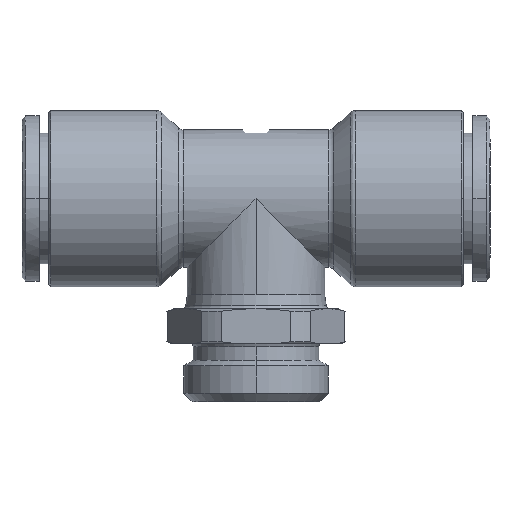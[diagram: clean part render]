
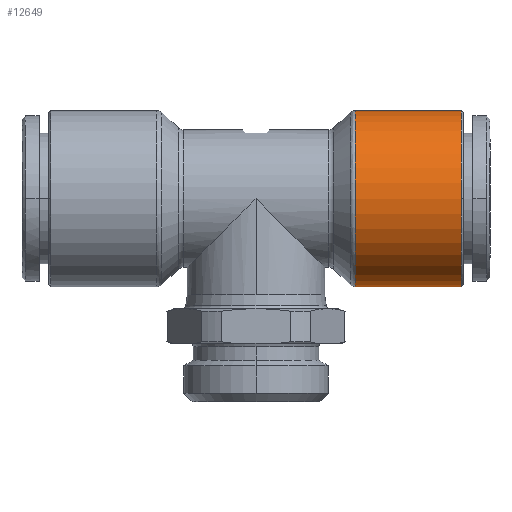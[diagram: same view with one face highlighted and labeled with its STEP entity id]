
A CAD part, front view. The second image highlights one B-rep face of the part: STEP entity #12649.
In plain terms, the highlighted cylindrical face has radius 12.8 mm (diameter 25.6 mm), a partial arc.
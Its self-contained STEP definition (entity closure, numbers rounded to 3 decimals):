
#280 = LINE ( 'NONE', #11696, #14269 ) ;
#711 = EDGE_LOOP ( 'NONE', ( #12605, #2681, #11213, #10815, #7730 ) ) ;
#1968 = DIRECTION ( 'NONE',  ( 0., 0., -1. ) ) ;
#2568 = VERTEX_POINT ( 'NONE', #5681 ) ;
#2681 = ORIENTED_EDGE ( 'NONE', *, *, #18522, .T. ) ;
#3089 = EDGE_CURVE ( 'NONE', #15711, #13622, #280, .T. ) ;
#3105 = CARTESIAN_POINT ( 'NONE',  ( 14.894, 0., -12.8 ) ) ;
#3281 = CARTESIAN_POINT ( 'NONE',  ( 14.894, 0., 0. ) ) ;
#3349 = DIRECTION ( 'NONE',  ( 1., 0., 0. ) ) ;
#3698 = CARTESIAN_POINT ( 'NONE',  ( 30.3, 0., 0. ) ) ;
#4492 = CARTESIAN_POINT ( 'NONE',  ( 21.5, 0., 12.8 ) ) ;
#4682 = CARTESIAN_POINT ( 'NONE',  ( 30.3, 0., 12.8 ) ) ;
#5044 = DIRECTION ( 'NONE',  ( 1., 0., 0. ) ) ;
#5079 = FACE_OUTER_BOUND ( 'NONE', #711, .T. ) ;
#5681 = CARTESIAN_POINT ( 'NONE',  ( 14.894, 0., 12.8 ) ) ;
#5935 = AXIS2_PLACEMENT_3D ( 'NONE', #3281, #3349, #1968 ) ;
#6240 = EDGE_CURVE ( 'NONE', #13006, #8897, #9803, .T. ) ;
#6612 = DIRECTION ( 'NONE',  ( 1., 0., 0. ) ) ;
#7602 = CARTESIAN_POINT ( 'NONE',  ( 30.3, 0., 0. ) ) ;
#7730 = ORIENTED_EDGE ( 'NONE', *, *, #6240, .F. ) ;
#8266 = EDGE_CURVE ( 'NONE', #2568, #13006, #11597, .T. ) ;
#8827 = CIRCLE ( 'NONE', #11951, 12.8 ) ;
#8897 = VERTEX_POINT ( 'NONE', #11992 ) ;
#9803 = CIRCLE ( 'NONE', #19045, 12.8 ) ;
#10815 = ORIENTED_EDGE ( 'NONE', *, *, #11037, .F. ) ;
#10927 = CYLINDRICAL_SURFACE ( 'NONE', #11579, 12.8 ) ;
#11037 = EDGE_CURVE ( 'NONE', #8897, #13622, #8827, .T. ) ;
#11213 = ORIENTED_EDGE ( 'NONE', *, *, #3089, .T. ) ;
#11256 = CARTESIAN_POINT ( 'NONE',  ( 30.3, 0., -12.8 ) ) ;
#11496 = DIRECTION ( 'NONE',  ( 1., 0., 0. ) ) ;
#11579 = AXIS2_PLACEMENT_3D ( 'NONE', #19033, #5044, #13483 ) ;
#11597 = LINE ( 'NONE', #4492, #16744 ) ;
#11696 = CARTESIAN_POINT ( 'NONE',  ( 21.5, 0., -12.8 ) ) ;
#11951 = AXIS2_PLACEMENT_3D ( 'NONE', #7602, #20126, #20194 ) ;
#11992 = CARTESIAN_POINT ( 'NONE',  ( 30.3, -12.8, 0. ) ) ;
#12212 = CIRCLE ( 'NONE', #5935, 12.8 ) ;
#12605 = ORIENTED_EDGE ( 'NONE', *, *, #8266, .F. ) ;
#12649 = ADVANCED_FACE ( 'NONE', ( #5079 ), #10927, .T. ) ;
#13006 = VERTEX_POINT ( 'NONE', #4682 ) ;
#13483 = DIRECTION ( 'NONE',  ( 0., 0., -1. ) ) ;
#13622 = VERTEX_POINT ( 'NONE', #11256 ) ;
#13822 = DIRECTION ( 'NONE',  ( 1., 0., 0. ) ) ;
#14269 = VECTOR ( 'NONE', #11496, 1000. ) ;
#15711 = VERTEX_POINT ( 'NONE', #3105 ) ;
#16744 = VECTOR ( 'NONE', #13822, 1000. ) ;
#18522 = EDGE_CURVE ( 'NONE', #2568, #15711, #12212, .T. ) ;
#19033 = CARTESIAN_POINT ( 'NONE',  ( 21.5, 0., 0. ) ) ;
#19045 = AXIS2_PLACEMENT_3D ( 'NONE', #3698, #6612, #19165 ) ;
#19165 = DIRECTION ( 'NONE',  ( 0., 0., 1. ) ) ;
#20126 = DIRECTION ( 'NONE',  ( 1., 0., 0. ) ) ;
#20194 = DIRECTION ( 'NONE',  ( 0., 0., 1. ) ) ;
